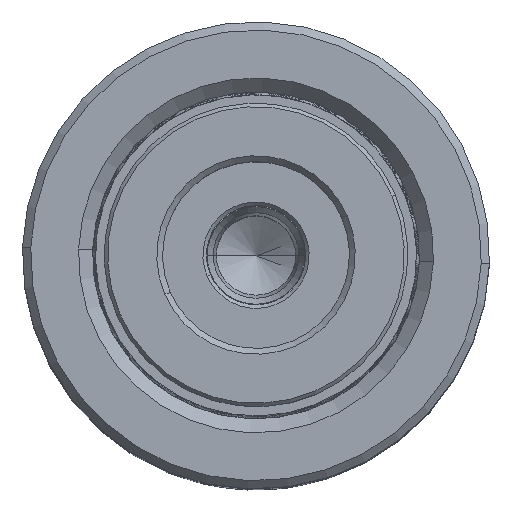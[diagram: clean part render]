
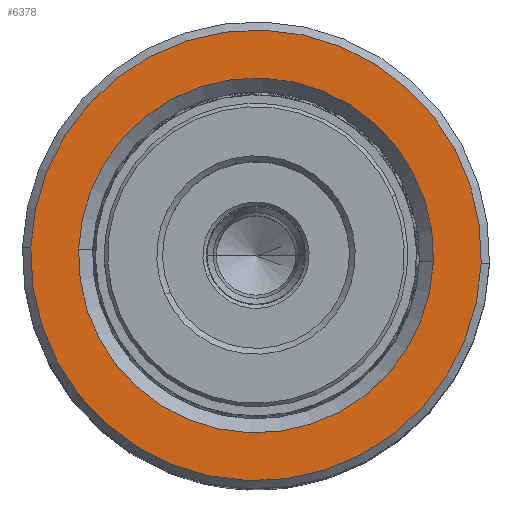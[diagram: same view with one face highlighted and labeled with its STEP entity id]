
A CAD part, top view. The second image highlights one B-rep face of the part: STEP entity #6378.
In plain terms, the highlighted planar face has unit normal (0, 0, 1).
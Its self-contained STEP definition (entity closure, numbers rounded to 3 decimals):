
#577 = DIRECTION ( 'NONE',  ( 1., 0., 0. ) ) ;
#660 = VERTEX_POINT ( 'NONE', #27589 ) ;
#1133 = PLANE ( 'NONE',  #36084 ) ;
#5552 = CARTESIAN_POINT ( 'NONE',  ( 0., 0., 60. ) ) ;
#6378 = ADVANCED_FACE ( 'NONE', ( #44603, #33746 ), #1133, .T. ) ;
#6590 = EDGE_CURVE ( 'NONE', #28722, #38377, #6639, .T. ) ;
#6639 = CIRCLE ( 'NONE', #12699, 15.2 ) ;
#6969 = EDGE_CURVE ( 'NONE', #660, #33238, #26240, .T. ) ;
#7245 = ORIENTED_EDGE ( 'NONE', *, *, #26848, .T. ) ;
#7983 = DIRECTION ( 'NONE',  ( 1., 0., 0. ) ) ;
#8128 = CARTESIAN_POINT ( 'NONE',  ( 0., 0., 60. ) ) ;
#9096 = DIRECTION ( 'NONE',  ( 0., 0., 1. ) ) ;
#9224 = EDGE_CURVE ( 'NONE', #38377, #28722, #25567, .T. ) ;
#9387 = CARTESIAN_POINT ( 'NONE',  ( 15.2, 0., 60. ) ) ;
#9410 = DIRECTION ( 'NONE',  ( 1., 0., 0. ) ) ;
#12641 = AXIS2_PLACEMENT_3D ( 'NONE', #5552, #9096, #34391 ) ;
#12699 = AXIS2_PLACEMENT_3D ( 'NONE', #23375, #20291, #37523 ) ;
#15568 = CARTESIAN_POINT ( 'NONE',  ( 0., 0., 60. ) ) ;
#16290 = CARTESIAN_POINT ( 'NONE',  ( 0., 0., 60. ) ) ;
#17060 = CARTESIAN_POINT ( 'NONE',  ( -15.2, 0., 60. ) ) ;
#19011 = DIRECTION ( 'NONE',  ( 0., 0., -1. ) ) ;
#20291 = DIRECTION ( 'NONE',  ( 0., 0., -1. ) ) ;
#22854 = ORIENTED_EDGE ( 'NONE', *, *, #9224, .T. ) ;
#23375 = CARTESIAN_POINT ( 'NONE',  ( 0., 0., 60. ) ) ;
#25567 = CIRCLE ( 'NONE', #45930, 15.2 ) ;
#26240 = CIRCLE ( 'NONE', #12641, 19.3 ) ;
#26848 = EDGE_CURVE ( 'NONE', #33238, #660, #28383, .T. ) ;
#27589 = CARTESIAN_POINT ( 'NONE',  ( -19.3, 0., 60. ) ) ;
#27970 = ORIENTED_EDGE ( 'NONE', *, *, #6969, .T. ) ;
#28383 = CIRCLE ( 'NONE', #43440, 19.3 ) ;
#28722 = VERTEX_POINT ( 'NONE', #17060 ) ;
#28864 = CARTESIAN_POINT ( 'NONE',  ( 19.3, 0., 60. ) ) ;
#31403 = DIRECTION ( 'NONE',  ( 0., 0., 1. ) ) ;
#31933 = ORIENTED_EDGE ( 'NONE', *, *, #6590, .T. ) ;
#33238 = VERTEX_POINT ( 'NONE', #28864 ) ;
#33746 = FACE_BOUND ( 'NONE', #44335, .T. ) ;
#34391 = DIRECTION ( 'NONE',  ( 1., 0., 0. ) ) ;
#36084 = AXIS2_PLACEMENT_3D ( 'NONE', #15568, #40359, #7983 ) ;
#36222 = EDGE_LOOP ( 'NONE', ( #27970, #7245 ) ) ;
#37523 = DIRECTION ( 'NONE',  ( 1., 0., 0. ) ) ;
#38377 = VERTEX_POINT ( 'NONE', #9387 ) ;
#40359 = DIRECTION ( 'NONE',  ( 0., 0., 1. ) ) ;
#43440 = AXIS2_PLACEMENT_3D ( 'NONE', #16290, #31403, #9410 ) ;
#44335 = EDGE_LOOP ( 'NONE', ( #22854, #31933 ) ) ;
#44603 = FACE_OUTER_BOUND ( 'NONE', #36222, .T. ) ;
#45930 = AXIS2_PLACEMENT_3D ( 'NONE', #8128, #19011, #577 ) ;
